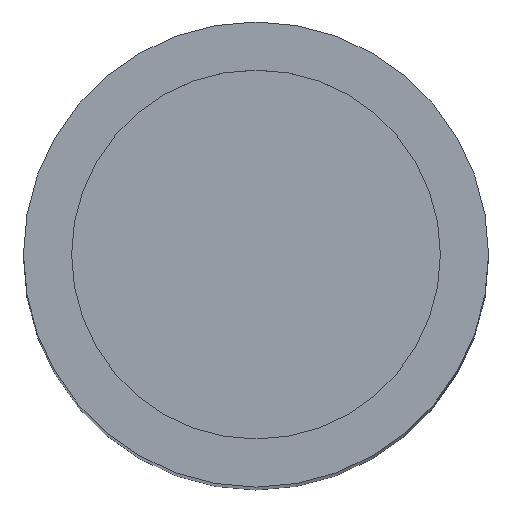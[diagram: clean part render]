
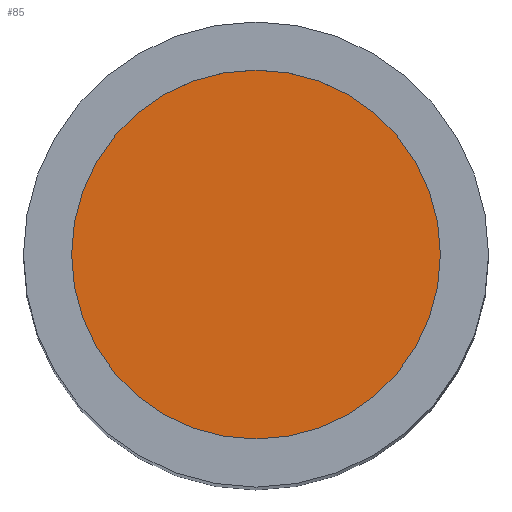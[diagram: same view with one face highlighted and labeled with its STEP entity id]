
A CAD part, top view. The second image highlights one B-rep face of the part: STEP entity #85.
In plain terms, the highlighted planar face has unit normal (0, 0, 1).
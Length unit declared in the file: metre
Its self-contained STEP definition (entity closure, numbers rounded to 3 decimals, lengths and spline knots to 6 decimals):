
#14=PLANE('',#155);
#26=ORIENTED_EDGE('',*,*,#33,.T.);
#33=EDGE_CURVE('',#39,#39,#45,.T.);
#39=VERTEX_POINT('',#202);
#45=CIRCLE('',#154,0.0115);
#56=EDGE_LOOP('',(#26));
#68=FACE_BOUND('',#56,.T.);
#85=ADVANCED_FACE('',(#68),#14,.T.);
#154=AXIS2_PLACEMENT_3D('',#201,#179,#180);
#155=AXIS2_PLACEMENT_3D('',#203,#181,#182);
#179=DIRECTION('',(0.,0.,1.));
#180=DIRECTION('',(1.,0.,0.));
#181=DIRECTION('',(0.,0.,1.));
#182=DIRECTION('',(1.,0.,0.));
#201=CARTESIAN_POINT('',(0.,0.,0.046));
#202=CARTESIAN_POINT('',(0.0115,0.,0.046));
#203=CARTESIAN_POINT('',(0.,0.,0.046));
